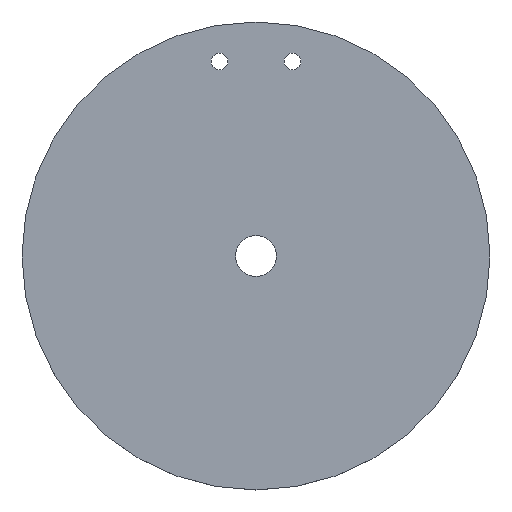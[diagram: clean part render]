
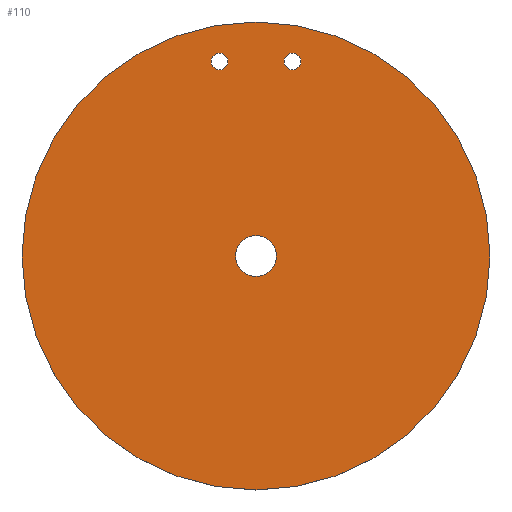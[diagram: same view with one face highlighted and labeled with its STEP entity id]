
A CAD part, top view. The second image highlights one B-rep face of the part: STEP entity #110.
In plain terms, the highlighted planar face has unit normal (0, 0, 1).
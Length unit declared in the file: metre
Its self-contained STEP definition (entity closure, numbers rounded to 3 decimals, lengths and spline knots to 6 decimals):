
#17=ORIENTED_EDGE('',*,*,#37,.F.);
#18=ORIENTED_EDGE('',*,*,#38,.T.);
#19=ORIENTED_EDGE('',*,*,#39,.T.);
#20=ORIENTED_EDGE('',*,*,#40,.F.);
#37=EDGE_CURVE('',#47,#47,#57,.T.);
#38=EDGE_CURVE('',#48,#48,#58,.F.);
#39=EDGE_CURVE('',#49,#49,#59,.T.);
#40=EDGE_CURVE('',#50,#50,#60,.T.);
#47=VERTEX_POINT('',#190);
#48=VERTEX_POINT('',#192);
#49=VERTEX_POINT('',#194);
#50=VERTEX_POINT('',#196);
#57=CIRCLE('',#132,0.00508);
#58=CIRCLE('',#133,0.0021);
#59=CIRCLE('',#134,0.05842);
#60=CIRCLE('',#135,0.0021);
#67=EDGE_LOOP('',(#17));
#68=EDGE_LOOP('',(#18));
#69=EDGE_LOOP('',(#19));
#70=EDGE_LOOP('',(#20));
#87=FACE_BOUND('',#67,.T.);
#88=FACE_BOUND('',#68,.T.);
#89=FACE_BOUND('',#69,.T.);
#90=FACE_BOUND('',#70,.T.);
#107=PLANE('',#131);
#110=ADVANCED_FACE('',(#87,#88,#89,#90),#107,.T.);
#131=AXIS2_PLACEMENT_3D('',#188,#151,#152);
#132=AXIS2_PLACEMENT_3D('',#189,#153,#154);
#133=AXIS2_PLACEMENT_3D('',#191,#155,#156);
#134=AXIS2_PLACEMENT_3D('',#193,#157,#158);
#135=AXIS2_PLACEMENT_3D('',#195,#159,#160);
#151=DIRECTION('',(0.,0.,1.));
#152=DIRECTION('',(1.,0.,0.));
#153=DIRECTION('',(0.,0.,1.));
#154=DIRECTION('',(1.,0.,0.));
#155=DIRECTION('',(0.,0.,1.));
#156=DIRECTION('',(1.,0.,0.));
#157=DIRECTION('',(0.,0.,1.));
#158=DIRECTION('',(1.,0.,0.));
#159=DIRECTION('',(0.,0.,1.));
#160=DIRECTION('',(1.,0.,0.));
#188=CARTESIAN_POINT('',(0.02921,0.,-0.03797));
#189=CARTESIAN_POINT('',(0.,0.,-0.03797));
#190=CARTESIAN_POINT('',(0.00508,0.,-0.03797));
#191=CARTESIAN_POINT('',(-0.00913,0.04856,-0.03797));
#192=CARTESIAN_POINT('',(-0.00703,0.04856,-0.03797));
#193=CARTESIAN_POINT('',(0.,0.,-0.03797));
#194=CARTESIAN_POINT('',(0.05842,0.,-0.03797));
#195=CARTESIAN_POINT('',(0.00913,0.04856,-0.03797));
#196=CARTESIAN_POINT('',(0.01123,0.04856,-0.03797));
